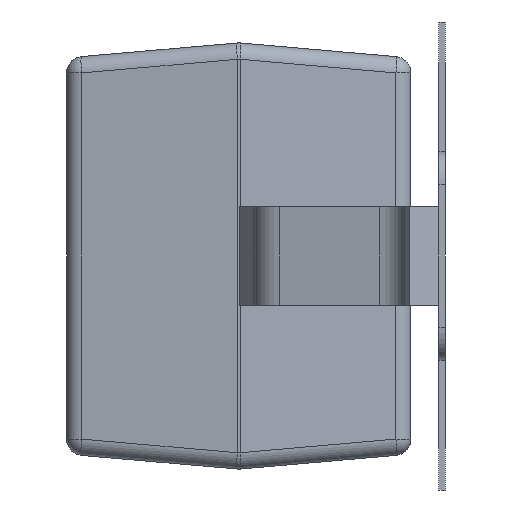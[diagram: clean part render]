
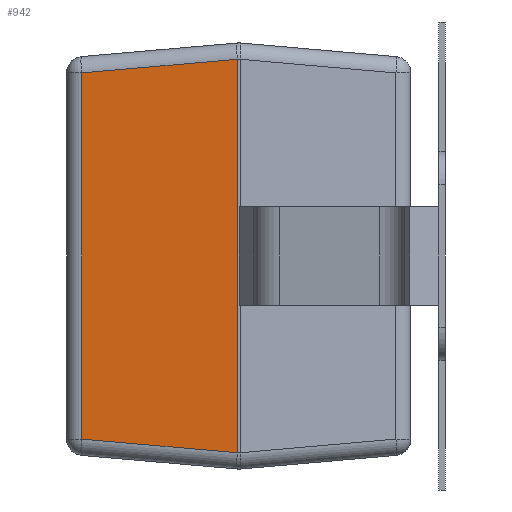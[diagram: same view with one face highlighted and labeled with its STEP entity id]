
A CAD part, left-side view. The second image highlights one B-rep face of the part: STEP entity #942.
In plain terms, the highlighted planar face has unit normal (-0.996, 0.087, 0).
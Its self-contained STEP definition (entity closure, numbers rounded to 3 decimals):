
#127 = ORIENTED_EDGE ( 'NONE', *, *, #3401, .T. ) ;
#210 = LINE ( 'NONE', #3643, #2688 ) ;
#319 = LINE ( 'NONE', #2169, #531 ) ;
#531 = VECTOR ( 'NONE', #3397, 1000. ) ;
#547 = CARTESIAN_POINT ( 'NONE',  ( -0.85, 0., -0.65 ) ) ;
#610 = DIRECTION ( 'NONE',  ( 0., 0., 1. ) ) ;
#758 = AXIS2_PLACEMENT_3D ( 'NONE', #547, #2318, #2939 ) ;
#857 = PLANE ( 'NONE',  #758 ) ;
#942 = ADVANCED_FACE ( 'NONE', ( #1416 ), #857, .T. ) ;
#1068 = CARTESIAN_POINT ( 'NONE',  ( -0.841, 0.108, 0.591 ) ) ;
#1178 = EDGE_CURVE ( 'NONE', #2514, #3398, #2037, .T. ) ;
#1203 = CARTESIAN_POINT ( 'NONE',  ( -0.808, 0.479, 0.558 ) ) ;
#1416 = FACE_OUTER_BOUND ( 'NONE', #1596, .T. ) ;
#1596 = EDGE_LOOP ( 'NONE', ( #3279, #127, #2016, #3874 ) ) ;
#1626 = EDGE_CURVE ( 'NONE', #3398, #3860, #319, .T. ) ;
#1627 = LINE ( 'NONE', #3365, #3641 ) ;
#1725 = DIRECTION ( 'NONE',  ( -0.087, -0.992, -0.087 ) ) ;
#1782 = EDGE_CURVE ( 'NONE', #3860, #3550, #210, .T. ) ;
#1786 = CARTESIAN_POINT ( 'NONE',  ( -0.808, 0.479, -0.558 ) ) ;
#1803 = CARTESIAN_POINT ( 'NONE',  ( -0.85, 0.004, -0.6 ) ) ;
#1839 = VECTOR ( 'NONE', #3918, 1000. ) ;
#2016 = ORIENTED_EDGE ( 'NONE', *, *, #1178, .T. ) ;
#2037 = LINE ( 'NONE', #1068, #1839 ) ;
#2169 = CARTESIAN_POINT ( 'NONE',  ( -0.808, 0.479, -0.604 ) ) ;
#2318 = DIRECTION ( 'NONE',  ( -0.996, 0.087, 0. ) ) ;
#2514 = VERTEX_POINT ( 'NONE', #3734 ) ;
#2688 = VECTOR ( 'NONE', #1725, 1000. ) ;
#2939 = DIRECTION ( 'NONE',  ( -0.087, -0.996, 0. ) ) ;
#3279 = ORIENTED_EDGE ( 'NONE', *, *, #1782, .T. ) ;
#3365 = CARTESIAN_POINT ( 'NONE',  ( -0.85, 0.004, 0.65 ) ) ;
#3397 = DIRECTION ( 'NONE',  ( 0., 0., -1. ) ) ;
#3398 = VERTEX_POINT ( 'NONE', #1203 ) ;
#3401 = EDGE_CURVE ( 'NONE', #3550, #2514, #1627, .T. ) ;
#3550 = VERTEX_POINT ( 'NONE', #1803 ) ;
#3641 = VECTOR ( 'NONE', #610, 1000. ) ;
#3643 = CARTESIAN_POINT ( 'NONE',  ( -0.85, -0.004, -0.601 ) ) ;
#3734 = CARTESIAN_POINT ( 'NONE',  ( -0.85, 0.004, 0.6 ) ) ;
#3860 = VERTEX_POINT ( 'NONE', #1786 ) ;
#3874 = ORIENTED_EDGE ( 'NONE', *, *, #1626, .T. ) ;
#3918 = DIRECTION ( 'NONE',  ( 0.087, 0.992, -0.087 ) ) ;
